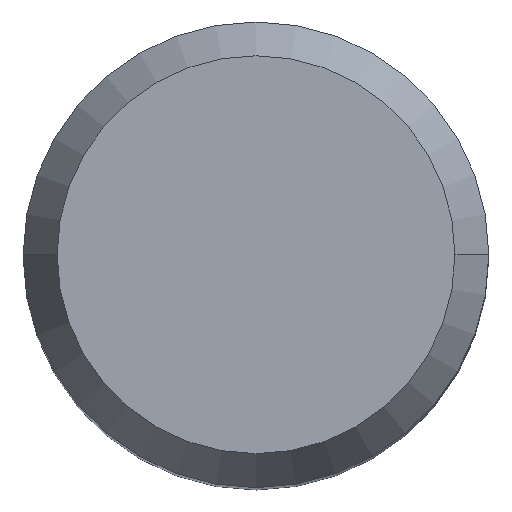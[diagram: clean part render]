
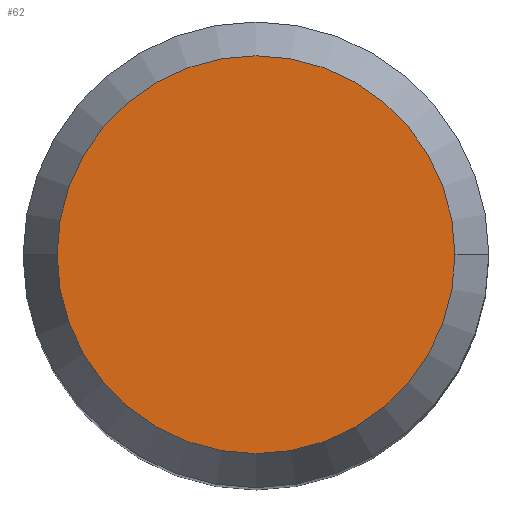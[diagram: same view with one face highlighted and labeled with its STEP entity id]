
A CAD part, top view. The second image highlights one B-rep face of the part: STEP entity #62.
In plain terms, the highlighted planar face has unit normal (0, 0, 1).
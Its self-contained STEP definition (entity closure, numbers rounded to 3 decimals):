
#48=PLANE('',#384);
#62=ADVANCED_FACE('',(#87),#48,.T.);
#87=FACE_OUTER_BOUND('',#106,.T.);
#106=EDGE_LOOP('',(#162,#163));
#126=CIRCLE('',#382,6.783);
#127=CIRCLE('',#383,6.783);
#162=ORIENTED_EDGE('',*,*,#241,.T.);
#163=ORIENTED_EDGE('',*,*,#242,.T.);
#219=VERTEX_POINT('',#568);
#220=VERTEX_POINT('',#569);
#241=EDGE_CURVE('',#219,#220,#126,.T.);
#242=EDGE_CURVE('',#220,#219,#127,.T.);
#382=AXIS2_PLACEMENT_3D('',#567,#464,#465);
#383=AXIS2_PLACEMENT_3D('',#570,#466,#467);
#384=AXIS2_PLACEMENT_3D('',#571,#468,#469);
#464=DIRECTION('',(0.,0.,1.));
#465=DIRECTION('',(-1.,0.,0.));
#466=DIRECTION('',(0.,0.,1.));
#467=DIRECTION('',(1.,0.,0.));
#468=DIRECTION('',(0.,0.,1.));
#469=DIRECTION('',(-1.,0.,0.));
#567=CARTESIAN_POINT('',(0.,0.,24.5));
#568=CARTESIAN_POINT('',(-6.783,0.,24.5));
#569=CARTESIAN_POINT('',(6.783,0.,24.5));
#570=CARTESIAN_POINT('',(0.,0.,24.5));
#571=CARTESIAN_POINT('',(0.,0.,24.5));
